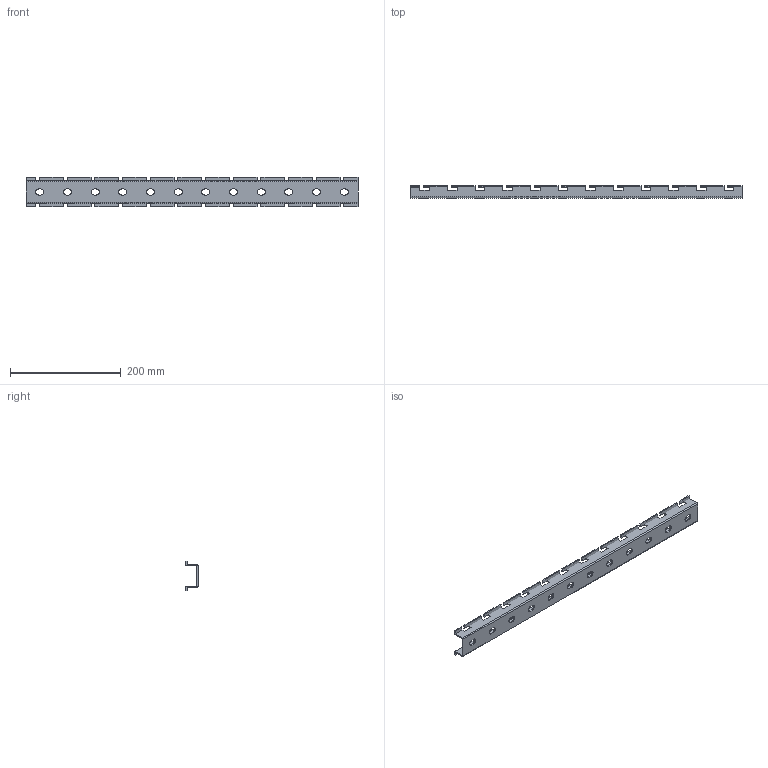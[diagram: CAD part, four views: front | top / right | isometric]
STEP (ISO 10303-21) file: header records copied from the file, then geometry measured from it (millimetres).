
FILE_DESCRIPTION (( 'STEP AP214' ), '1' );
FILE_NAME ('LC-OBR500_3D.step', '2023-05-09T16:29:17', ( '' ), ( '' ), 'SwSTEP 2.0', 'SolidWorks 2022', '' );
FILE_SCHEMA (( 'AUTOMOTIVE_DESIGN' ));
Length unit declared in the file: millimetre
Products named in the file (1): LC-OBR500_3D
Bounding box: 600 x 22 x 53 mm (x, y, z)
Volume: 97827.3 mm3; surface area: 103924.6 mm2
Topology: 1 solids, 1 shells, 310 faces, 876 edges, 568 vertices
Faces by surface type: plane 230, cylinder 80
Entity records: 9998 total; most frequent: CARTESIAN_POINT 1755, ORIENTED_EDGE 1752, DIRECTION 1658, EDGE_CURVE 876, VECTOR 716, LINE 716, VERTEX_POINT 568, AXIS2_PLACEMENT_3D 471
